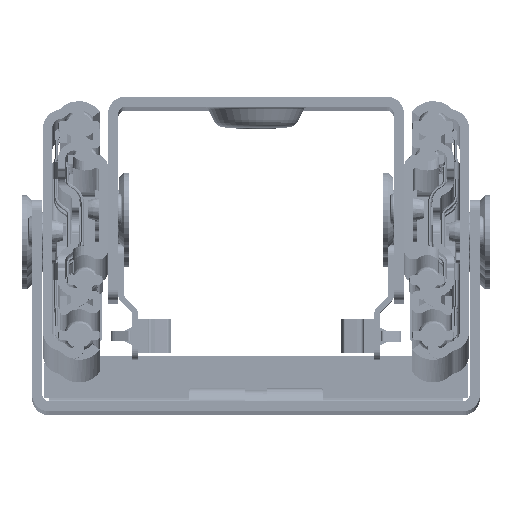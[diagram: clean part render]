
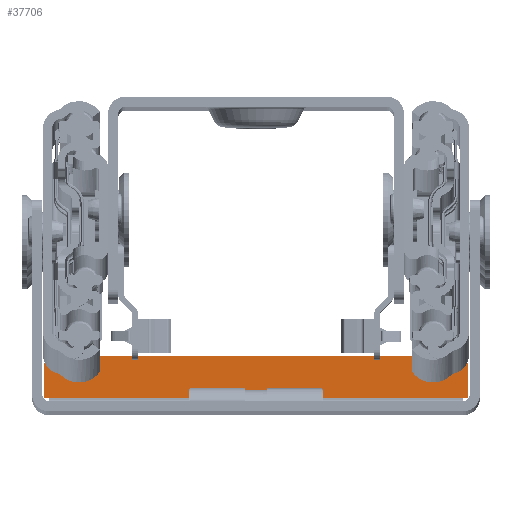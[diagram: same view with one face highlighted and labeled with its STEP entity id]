
A CAD part, top view. The second image highlights one B-rep face of the part: STEP entity #37706.
In plain terms, the highlighted planar face has unit normal (0, 0, 1).
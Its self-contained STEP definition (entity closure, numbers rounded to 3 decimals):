
#1422=PLANE('',#39923);
#2405=FACE_OUTER_BOUND('',#4553,.T.);
#4553=EDGE_LOOP('',(#25264,#25265,#25266,#25267,#25268,#25269,#25270,#25271));
#6934=LINE('',#56286,#10254);
#6937=LINE('',#56292,#10257);
#6938=LINE('',#56294,#10258);
#6939=LINE('',#56296,#10259);
#6940=LINE('',#56298,#10260);
#6941=LINE('',#56300,#10261);
#10254=VECTOR('',#44428,119.);
#10257=VECTOR('',#44433,9.5);
#10258=VECTOR('',#44434,1.5);
#10259=VECTOR('',#44435,122.);
#10260=VECTOR('',#44436,1.5);
#10261=VECTOR('',#44437,9.5);
#13505=CIRCLE('',#39921,3.);
#13506=CIRCLE('',#39924,3.);
#15479=VERTEX_POINT('',#56279);
#15480=VERTEX_POINT('',#56281);
#15481=VERTEX_POINT('',#56285);
#15483=VERTEX_POINT('',#56291);
#15484=VERTEX_POINT('',#56293);
#15485=VERTEX_POINT('',#56295);
#15486=VERTEX_POINT('',#56297);
#15487=VERTEX_POINT('',#56299);
#19316=EDGE_CURVE('',#15479,#15480,#13505,.T.);
#19318=EDGE_CURVE('',#15481,#15480,#6934,.T.);
#19321=EDGE_CURVE('',#15483,#15479,#6937,.T.);
#19322=EDGE_CURVE('',#15484,#15483,#6938,.T.);
#19323=EDGE_CURVE('',#15484,#15485,#6939,.T.);
#19324=EDGE_CURVE('',#15485,#15486,#6940,.T.);
#19325=EDGE_CURVE('',#15486,#15487,#6941,.T.);
#19326=EDGE_CURVE('',#15481,#15487,#13506,.T.);
#25264=ORIENTED_EDGE('',*,*,#19316,.F.);
#25265=ORIENTED_EDGE('',*,*,#19321,.F.);
#25266=ORIENTED_EDGE('',*,*,#19322,.F.);
#25267=ORIENTED_EDGE('',*,*,#19323,.T.);
#25268=ORIENTED_EDGE('',*,*,#19324,.T.);
#25269=ORIENTED_EDGE('',*,*,#19325,.T.);
#25270=ORIENTED_EDGE('',*,*,#19326,.F.);
#25271=ORIENTED_EDGE('',*,*,#19318,.T.);
#37706=ADVANCED_FACE('',(#2405),#1422,.T.);
#39921=AXIS2_PLACEMENT_3D('',#56282,#44423,#44424);
#39923=AXIS2_PLACEMENT_3D('',#56290,#44431,#44432);
#39924=AXIS2_PLACEMENT_3D('',#56301,#44438,#44439);
#44423=DIRECTION('center_axis',(0.,0.,
-1.));
#44424=DIRECTION('ref_axis',(-0.707,0.707,0.));
#44428=DIRECTION('',(-1.,0.,0.));
#44431=DIRECTION('center_axis',(0.,0.,
1.));
#44432=DIRECTION('ref_axis',(0.,-1.,0.));
#44433=DIRECTION('',(0.,1.,0.));
#44434=DIRECTION('',(-1.,0.,0.));
#44435=DIRECTION('',(1.,0.,0.));
#44436=DIRECTION('',(1.,0.,0.));
#44437=DIRECTION('',(0.,1.,0.));
#44438=DIRECTION('center_axis',(0.,0.,
-1.));
#44439=DIRECTION('ref_axis',(0.707,0.707,0.));
#56279=CARTESIAN_POINT('',(-62.5,11.5,-322.));
#56281=CARTESIAN_POINT('',(-59.5,14.5,-322.));
#56282=CARTESIAN_POINT('Origin',(-59.5,11.5,-322.));
#56285=CARTESIAN_POINT('',(59.5,14.5,-322.));
#56286=CARTESIAN_POINT('',(62.5,14.5,-322.));
#56290=CARTESIAN_POINT('Origin',(0.,5.978,
-322.));
#56291=CARTESIAN_POINT('',(-62.5,2.,-322.));
#56292=CARTESIAN_POINT('',(-62.5,2.,-322.));
#56293=CARTESIAN_POINT('',(-61.,2.,-322.));
#56294=CARTESIAN_POINT('',(-61.,2.,-322.));
#56295=CARTESIAN_POINT('',(61.,2.,-322.));
#56296=CARTESIAN_POINT('',(0.,2.,-322.));
#56297=CARTESIAN_POINT('',(62.5,2.,-322.));
#56298=CARTESIAN_POINT('',(61.,2.,-322.));
#56299=CARTESIAN_POINT('',(62.5,11.5,-322.));
#56300=CARTESIAN_POINT('',(62.5,2.,-322.));
#56301=CARTESIAN_POINT('Origin',(59.5,11.5,-322.));
